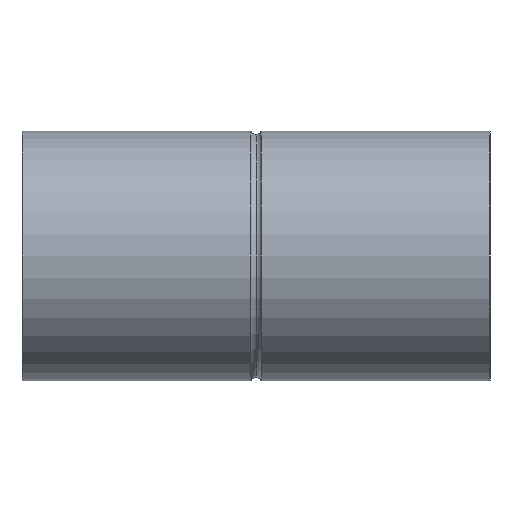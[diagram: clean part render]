
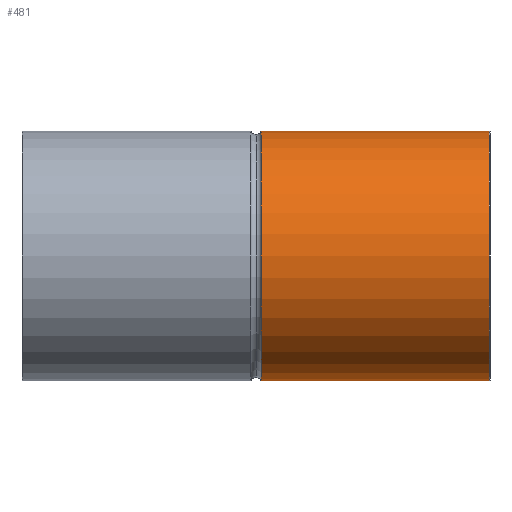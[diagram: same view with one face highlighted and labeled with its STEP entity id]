
A CAD part, front view. The second image highlights one B-rep face of the part: STEP entity #481.
In plain terms, the highlighted cylindrical face has radius 21.35 mm (diameter 42.7 mm), a partial arc.
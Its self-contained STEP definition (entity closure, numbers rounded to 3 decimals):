
#89=CARTESIAN_POINT('',(39.9,0.,0.));
#90=DIRECTION('',(1.,0.,0.));
#91=DIRECTION('',(0.,0.,1.));
#92=AXIS2_PLACEMENT_3D('',#89,#90,#91);
#104=DIRECTION('',(1.,0.,0.));
#105=VECTOR('',#104,38.983);
#106=CARTESIAN_POINT('',(0.917,0.,21.35));
#107=LINE('',#106,#105);
#108=DIRECTION('',(1.,0.,0.));
#109=VECTOR('',#108,38.983);
#110=CARTESIAN_POINT('',(0.917,0.,-21.35));
#111=LINE('',#110,#109);
#122=CARTESIAN_POINT('',(0.917,0.,0.));
#123=DIRECTION('',(-1.,0.,0.));
#124=DIRECTION('',(0.,0.,-1.));
#125=AXIS2_PLACEMENT_3D('',#122,#123,#124);
#263=CARTESIAN_POINT('',(0.917,0.,21.35));
#264=CARTESIAN_POINT('',(0.917,0.,-21.35));
#265=VERTEX_POINT('',#263);
#266=VERTEX_POINT('',#264);
#287=CARTESIAN_POINT('',(39.9,0.,21.35));
#288=VERTEX_POINT('',#287);
#303=CARTESIAN_POINT('',(39.9,0.,-21.35));
#304=VERTEX_POINT('',#303);
#469=CARTESIAN_POINT('',(-17.478,0.,0.));
#470=DIRECTION('',(-1.,0.,0.));
#471=DIRECTION('',(0.,0.,1.));
#472=AXIS2_PLACEMENT_3D('',#469,#470,#471);
#473=CYLINDRICAL_SURFACE('',#472,21.35);
#474=ORIENTED_EDGE('',*,*,#464,.F.);
#476=ORIENTED_EDGE('',*,*,#475,.T.);
#477=ORIENTED_EDGE('',*,*,#460,.T.);
#478=ORIENTED_EDGE('',*,*,#433,.T.);
#479=EDGE_LOOP('',(#474,#476,#477,#478));
#480=FACE_OUTER_BOUND('',#479,.F.);
#481=ADVANCED_FACE('',(#480),#473,.T.);
#93=CIRCLE('',#92,21.35);
#126=CIRCLE('',#125,21.35);
#433=EDGE_CURVE('',#288,#304,#93,.T.);
#460=EDGE_CURVE('',#265,#288,#107,.T.);
#464=EDGE_CURVE('',#266,#304,#111,.T.);
#475=EDGE_CURVE('',#266,#265,#126,.T.);
